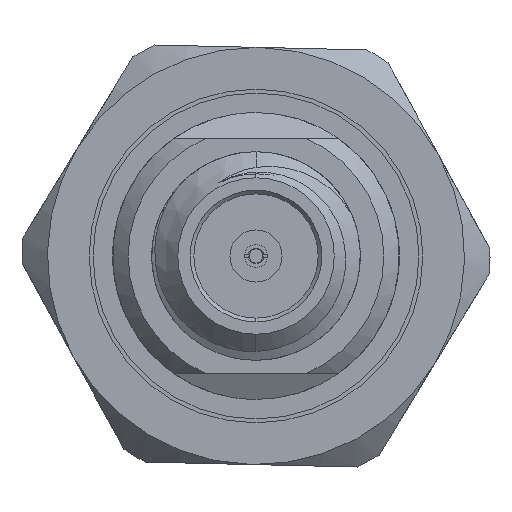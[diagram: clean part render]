
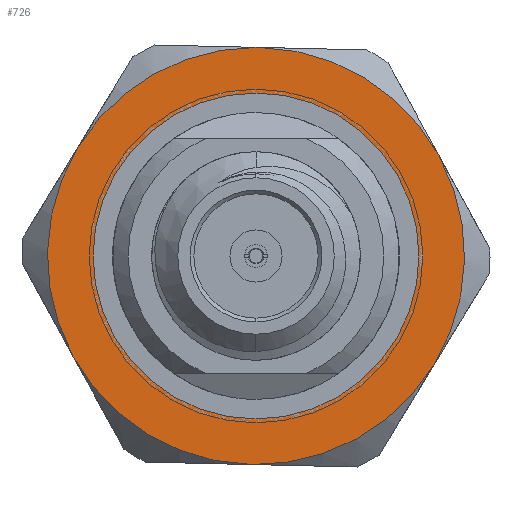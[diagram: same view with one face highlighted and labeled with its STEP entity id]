
A CAD part, left-side view. The second image highlights one B-rep face of the part: STEP entity #726.
In plain terms, the highlighted planar face has unit normal (-1, 0, 0).
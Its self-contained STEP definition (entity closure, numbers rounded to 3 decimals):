
#53 = DIRECTION ( 'NONE',  ( 0., 0., -1. ) ) ;
#99 = AXIS2_PLACEMENT_3D ( 'NONE', #4896, #1995, #4577 ) ;
#119 = VERTEX_POINT ( 'NONE', #2276 ) ;
#134 = FACE_BOUND ( 'NONE', #3921, .T. ) ;
#147 = AXIS2_PLACEMENT_3D ( 'NONE', #3938, #854, #53 ) ;
#160 = DIRECTION ( 'NONE',  ( 0., 1., 0. ) ) ;
#254 = CIRCLE ( 'NONE', #3398, 3.125 ) ;
#264 = DIRECTION ( 'NONE',  ( 0., 0., -1. ) ) ;
#332 = CARTESIAN_POINT ( 'NONE',  ( 7.15, 0., 0. ) ) ;
#381 = CIRCLE ( 'NONE', #3924, 4. ) ;
#564 = CARTESIAN_POINT ( 'NONE',  ( 7.15, -3.51, 1.919 ) ) ;
#607 = EDGE_CURVE ( 'NONE', #4151, #1600, #3843, .T. ) ;
#653 = ORIENTED_EDGE ( 'NONE', *, *, #1950, .F. ) ;
#665 = AXIS2_PLACEMENT_3D ( 'NONE', #2074, #1261, #2406 ) ;
#702 = VERTEX_POINT ( 'NONE', #3134 ) ;
#716 = CARTESIAN_POINT ( 'NONE',  ( 7.15, -0.093, 3.999 ) ) ;
#726 = ADVANCED_FACE ( 'NONE', ( #134, #3212 ), #936, .F. ) ;
#741 = CARTESIAN_POINT ( 'NONE',  ( 7.15, 0., 0. ) ) ;
#746 = CIRCLE ( 'NONE', #3719, 4. ) ;
#782 = VERTEX_POINT ( 'NONE', #2901 ) ;
#854 = DIRECTION ( 'NONE',  ( 1., 0., 0. ) ) ;
#855 = ORIENTED_EDGE ( 'NONE', *, *, #883, .F. ) ;
#883 = EDGE_CURVE ( 'NONE', #1600, #4291, #4020, .T. ) ;
#936 = PLANE ( 'NONE',  #1223 ) ;
#978 = DIRECTION ( 'NONE',  ( 1., 0., 0. ) ) ;
#1016 = DIRECTION ( 'NONE',  ( 1., 0., 0. ) ) ;
#1020 = CARTESIAN_POINT ( 'NONE',  ( 7.15, 3.417, 2.08 ) ) ;
#1067 = CARTESIAN_POINT ( 'NONE',  ( 7.15, -3.417, -2.08 ) ) ;
#1077 = VERTEX_POINT ( 'NONE', #2898 ) ;
#1168 = DIRECTION ( 'NONE',  ( 0., 0., -1. ) ) ;
#1213 = CIRCLE ( 'NONE', #1533, 3.125 ) ;
#1223 = AXIS2_PLACEMENT_3D ( 'NONE', #4038, #978, #160 ) ;
#1256 = ORIENTED_EDGE ( 'NONE', *, *, #4926, .F. ) ;
#1261 = DIRECTION ( 'NONE',  ( 1., 0., 0. ) ) ;
#1394 = CARTESIAN_POINT ( 'NONE',  ( 7.15, 0., 0. ) ) ;
#1472 = CARTESIAN_POINT ( 'NONE',  ( 7.15, 0., 0. ) ) ;
#1511 = DIRECTION ( 'NONE',  ( 0., 0., -1. ) ) ;
#1533 = AXIS2_PLACEMENT_3D ( 'NONE', #1394, #1016, #264 ) ;
#1600 = VERTEX_POINT ( 'NONE', #4504 ) ;
#1615 = EDGE_CURVE ( 'NONE', #2425, #2932, #4903, .T. ) ;
#1708 = AXIS2_PLACEMENT_3D ( 'NONE', #741, #4560, #1511 ) ;
#1723 = CIRCLE ( 'NONE', #3160, 4. ) ;
#1786 = ORIENTED_EDGE ( 'NONE', *, *, #607, .F. ) ;
#1898 = EDGE_CURVE ( 'NONE', #4151, #119, #746, .T. ) ;
#1909 = ORIENTED_EDGE ( 'NONE', *, *, #2978, .F. ) ;
#1950 = EDGE_CURVE ( 'NONE', #4291, #2425, #4431, .T. ) ;
#1964 = DIRECTION ( 'NONE',  ( 1., 0., 0. ) ) ;
#1995 = DIRECTION ( 'NONE',  ( 1., 0., 0. ) ) ;
#2074 = CARTESIAN_POINT ( 'NONE',  ( 7.15, 0., 0. ) ) ;
#2235 = DIRECTION ( 'NONE',  ( 0., 0., 1. ) ) ;
#2276 = CARTESIAN_POINT ( 'NONE',  ( 7.15, 3.51, -1.919 ) ) ;
#2376 = DIRECTION ( 'NONE',  ( -1., 0., 0. ) ) ;
#2406 = DIRECTION ( 'NONE',  ( 0., 0., -1. ) ) ;
#2425 = VERTEX_POINT ( 'NONE', #564 ) ;
#2619 = DIRECTION ( 'NONE',  ( 1., 0., 0. ) ) ;
#2898 = CARTESIAN_POINT ( 'NONE',  ( 7.15, 0., -3.125 ) ) ;
#2901 = CARTESIAN_POINT ( 'NONE',  ( 7.15, 0.093, -3.999 ) ) ;
#2932 = VERTEX_POINT ( 'NONE', #1067 ) ;
#2970 = EDGE_CURVE ( 'NONE', #702, #1077, #254, .T. ) ;
#2978 = EDGE_CURVE ( 'NONE', #782, #119, #1723, .T. ) ;
#3066 = CARTESIAN_POINT ( 'NONE',  ( 7.15, 0., 0. ) ) ;
#3087 = ORIENTED_EDGE ( 'NONE', *, *, #2970, .T. ) ;
#3092 = DIRECTION ( 'NONE',  ( 1., 0., 0. ) ) ;
#3134 = CARTESIAN_POINT ( 'NONE',  ( 7.15, 0., 3.125 ) ) ;
#3160 = AXIS2_PLACEMENT_3D ( 'NONE', #1472, #2619, #4174 ) ;
#3172 = ORIENTED_EDGE ( 'NONE', *, *, #1615, .F. ) ;
#3212 = FACE_OUTER_BOUND ( 'NONE', #3813, .T. ) ;
#3240 = ORIENTED_EDGE ( 'NONE', *, *, #1898, .T. ) ;
#3398 = AXIS2_PLACEMENT_3D ( 'NONE', #3066, #3092, #4123 ) ;
#3494 = ORIENTED_EDGE ( 'NONE', *, *, #4843, .T. ) ;
#3719 = AXIS2_PLACEMENT_3D ( 'NONE', #332, #2376, #2235 ) ;
#3813 = EDGE_LOOP ( 'NONE', ( #1909, #1256, #3172, #653, #855, #1786, #3240 ) ) ;
#3843 = CIRCLE ( 'NONE', #147, 4. ) ;
#3921 = EDGE_LOOP ( 'NONE', ( #3494, #3087 ) ) ;
#3924 = AXIS2_PLACEMENT_3D ( 'NONE', #4588, #1964, #1168 ) ;
#3938 = CARTESIAN_POINT ( 'NONE',  ( 7.15, 0., 0. ) ) ;
#4020 = CIRCLE ( 'NONE', #1708, 4. ) ;
#4038 = CARTESIAN_POINT ( 'NONE',  ( 7.15, 0., 0. ) ) ;
#4123 = DIRECTION ( 'NONE',  ( 0., 0., -1. ) ) ;
#4151 = VERTEX_POINT ( 'NONE', #1020 ) ;
#4174 = DIRECTION ( 'NONE',  ( 0., 0., -1. ) ) ;
#4291 = VERTEX_POINT ( 'NONE', #716 ) ;
#4431 = CIRCLE ( 'NONE', #99, 4. ) ;
#4504 = CARTESIAN_POINT ( 'NONE',  ( 7.15, 0., 4. ) ) ;
#4560 = DIRECTION ( 'NONE',  ( 1., 0., 0. ) ) ;
#4577 = DIRECTION ( 'NONE',  ( 0., 0., -1. ) ) ;
#4588 = CARTESIAN_POINT ( 'NONE',  ( 7.15, 0., 0. ) ) ;
#4843 = EDGE_CURVE ( 'NONE', #1077, #702, #1213, .T. ) ;
#4896 = CARTESIAN_POINT ( 'NONE',  ( 7.15, 0., 0. ) ) ;
#4903 = CIRCLE ( 'NONE', #665, 4. ) ;
#4926 = EDGE_CURVE ( 'NONE', #2932, #782, #381, .T. ) ;
